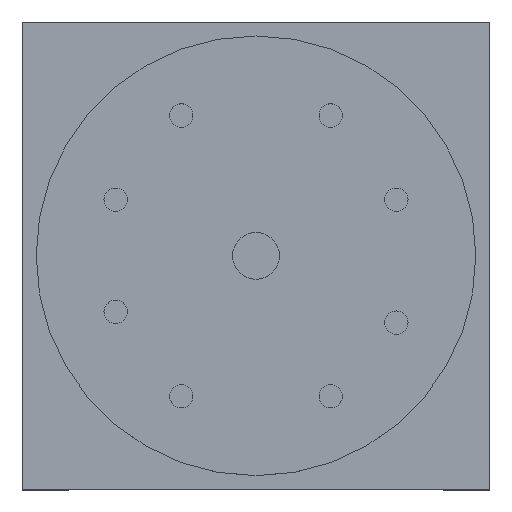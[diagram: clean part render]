
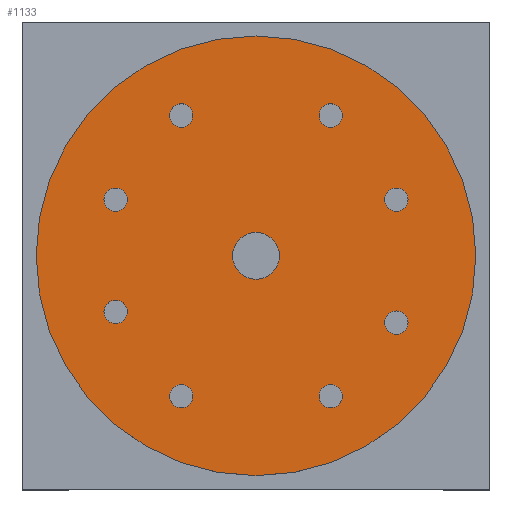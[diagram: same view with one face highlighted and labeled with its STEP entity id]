
A CAD part, top view. The second image highlights one B-rep face of the part: STEP entity #1133.
In plain terms, the highlighted planar face has unit normal (0, 0, 1).
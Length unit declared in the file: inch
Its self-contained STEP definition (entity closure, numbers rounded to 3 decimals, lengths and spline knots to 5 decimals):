
#692=CARTESIAN_POINT('',(0.,0.,1.5));
#693=DIRECTION('',(0.,0.,1.));
#694=DIRECTION('',(1.,0.,0.));
#695=AXIS2_PLACEMENT_3D('',#692,#693,#694);
#697=CARTESIAN_POINT('',(0.,0.,1.5));
#698=DIRECTION('',(0.,0.,1.));
#699=DIRECTION('',(-1.,0.,0.));
#700=AXIS2_PLACEMENT_3D('',#697,#698,#699);
#702=CARTESIAN_POINT('',(0.,0.,1.5));
#703=DIRECTION('',(0.,0.,1.));
#704=DIRECTION('',(1.,0.,0.));
#705=AXIS2_PLACEMENT_3D('',#702,#703,#704);
#707=CARTESIAN_POINT('',(0.,0.,1.5));
#708=DIRECTION('',(0.,0.,1.));
#709=DIRECTION('',(-1.,0.,0.));
#710=AXIS2_PLACEMENT_3D('',#707,#708,#709);
#712=CARTESIAN_POINT('',(-15.,6.,1.5));
#713=DIRECTION('',(0.,0.,1.));
#714=DIRECTION('',(1.,0.,0.));
#715=AXIS2_PLACEMENT_3D('',#712,#713,#714);
#717=CARTESIAN_POINT('',(-15.,6.,1.5));
#718=DIRECTION('',(0.,0.,1.));
#719=DIRECTION('',(-1.,0.,0.));
#720=AXIS2_PLACEMENT_3D('',#717,#718,#719);
#722=CARTESIAN_POINT('',(-8.,15.,1.5));
#723=DIRECTION('',(0.,0.,1.));
#724=DIRECTION('',(1.,0.,0.));
#725=AXIS2_PLACEMENT_3D('',#722,#723,#724);
#727=CARTESIAN_POINT('',(-8.,15.,1.5));
#728=DIRECTION('',(0.,0.,1.));
#729=DIRECTION('',(-1.,0.,0.));
#730=AXIS2_PLACEMENT_3D('',#727,#728,#729);
#732=CARTESIAN_POINT('',(8.,15.,1.5));
#733=DIRECTION('',(0.,0.,1.));
#734=DIRECTION('',(1.,0.,0.));
#735=AXIS2_PLACEMENT_3D('',#732,#733,#734);
#737=CARTESIAN_POINT('',(8.,15.,1.5));
#738=DIRECTION('',(0.,0.,1.));
#739=DIRECTION('',(-1.,0.,0.));
#740=AXIS2_PLACEMENT_3D('',#737,#738,#739);
#742=CARTESIAN_POINT('',(15.,6.,1.5));
#743=DIRECTION('',(0.,0.,1.));
#744=DIRECTION('',(1.,0.,0.));
#745=AXIS2_PLACEMENT_3D('',#742,#743,#744);
#747=CARTESIAN_POINT('',(15.,6.,1.5));
#748=DIRECTION('',(0.,0.,1.));
#749=DIRECTION('',(-1.,0.,0.));
#750=AXIS2_PLACEMENT_3D('',#747,#748,#749);
#752=CARTESIAN_POINT('',(15.,-7.14246,1.5));
#753=DIRECTION('',(0.,0.,1.));
#754=DIRECTION('',(1.,0.,0.));
#755=AXIS2_PLACEMENT_3D('',#752,#753,#754);
#757=CARTESIAN_POINT('',(15.,-7.14246,1.5));
#758=DIRECTION('',(0.,0.,1.));
#759=DIRECTION('',(-1.,0.,0.));
#760=AXIS2_PLACEMENT_3D('',#757,#758,#759);
#762=CARTESIAN_POINT('',(8.,-15.,1.5));
#763=DIRECTION('',(0.,0.,1.));
#764=DIRECTION('',(1.,0.,0.));
#765=AXIS2_PLACEMENT_3D('',#762,#763,#764);
#767=CARTESIAN_POINT('',(8.,-15.,1.5));
#768=DIRECTION('',(0.,0.,1.));
#769=DIRECTION('',(-1.,0.,0.));
#770=AXIS2_PLACEMENT_3D('',#767,#768,#769);
#772=CARTESIAN_POINT('',(-8.,-15.,1.5));
#773=DIRECTION('',(0.,0.,1.));
#774=DIRECTION('',(1.,0.,0.));
#775=AXIS2_PLACEMENT_3D('',#772,#773,#774);
#777=CARTESIAN_POINT('',(-8.,-15.,1.5));
#778=DIRECTION('',(0.,0.,1.));
#779=DIRECTION('',(-1.,0.,0.));
#780=AXIS2_PLACEMENT_3D('',#777,#778,#779);
#782=CARTESIAN_POINT('',(-15.,-6.,1.5));
#783=DIRECTION('',(0.,0.,1.));
#784=DIRECTION('',(1.,0.,0.));
#785=AXIS2_PLACEMENT_3D('',#782,#783,#784);
#787=CARTESIAN_POINT('',(-15.,-6.,1.5));
#788=DIRECTION('',(0.,0.,1.));
#789=DIRECTION('',(-1.,0.,0.));
#790=AXIS2_PLACEMENT_3D('',#787,#788,#789);
#948=CARTESIAN_POINT('',(23.5,0.,1.5));
#949=CARTESIAN_POINT('',(-23.5,0.,1.5));
#950=VERTEX_POINT('',#948);
#951=VERTEX_POINT('',#949);
#956=CARTESIAN_POINT('',(2.5,0.,1.5));
#957=CARTESIAN_POINT('',(-2.5,0.,1.5));
#958=VERTEX_POINT('',#956);
#959=VERTEX_POINT('',#957);
#992=CARTESIAN_POINT('',(-13.75,6.,1.5));
#993=CARTESIAN_POINT('',(-16.25,6.,1.5));
#994=VERTEX_POINT('',#992);
#995=VERTEX_POINT('',#993);
#996=CARTESIAN_POINT('',(-6.75,15.,1.5));
#997=CARTESIAN_POINT('',(-9.25,15.,1.5));
#998=VERTEX_POINT('',#996);
#999=VERTEX_POINT('',#997);
#1000=CARTESIAN_POINT('',(9.25,15.,1.5));
#1001=CARTESIAN_POINT('',(6.75,15.,1.5));
#1002=VERTEX_POINT('',#1000);
#1003=VERTEX_POINT('',#1001);
#1004=CARTESIAN_POINT('',(16.25,6.,1.5));
#1005=CARTESIAN_POINT('',(13.75,6.,1.5));
#1006=VERTEX_POINT('',#1004);
#1007=VERTEX_POINT('',#1005);
#1008=CARTESIAN_POINT('',(16.25,-7.14246,1.5));
#1009=CARTESIAN_POINT('',(13.75,-7.14246,1.5));
#1010=VERTEX_POINT('',#1008);
#1011=VERTEX_POINT('',#1009);
#1012=CARTESIAN_POINT('',(9.25,-15.,1.5));
#1013=CARTESIAN_POINT('',(6.75,-15.,1.5));
#1014=VERTEX_POINT('',#1012);
#1015=VERTEX_POINT('',#1013);
#1016=CARTESIAN_POINT('',(-6.75,-15.,1.5));
#1017=CARTESIAN_POINT('',(-9.25,-15.,1.5));
#1018=VERTEX_POINT('',#1016);
#1019=VERTEX_POINT('',#1017);
#1020=CARTESIAN_POINT('',(-13.75,-6.,1.5));
#1021=CARTESIAN_POINT('',(-16.25,-6.,1.5));
#1022=VERTEX_POINT('',#1020);
#1023=VERTEX_POINT('',#1021);
#1070=CARTESIAN_POINT('',(0.,0.,1.5));
#1071=DIRECTION('',(0.,0.,1.));
#1072=DIRECTION('',(1.,0.,0.));
#1073=AXIS2_PLACEMENT_3D('',#1070,#1071,#1072);
#1074=PLANE('',#1073);
#1075=ORIENTED_EDGE('',*,*,#1050,.F.);
#1076=ORIENTED_EDGE('',*,*,#1064,.F.);
#1077=EDGE_LOOP('',(#1075,#1076));
#1078=FACE_OUTER_BOUND('',#1077,.F.);
#1080=ORIENTED_EDGE('',*,*,#1079,.T.);
#1082=ORIENTED_EDGE('',*,*,#1081,.T.);
#1083=EDGE_LOOP('',(#1080,#1082));
#1084=FACE_BOUND('',#1083,.F.);
#1086=ORIENTED_EDGE('',*,*,#1085,.T.);
#1088=ORIENTED_EDGE('',*,*,#1087,.T.);
#1089=EDGE_LOOP('',(#1086,#1088));
#1090=FACE_BOUND('',#1089,.F.);
#1092=ORIENTED_EDGE('',*,*,#1091,.T.);
#1094=ORIENTED_EDGE('',*,*,#1093,.T.);
#1095=EDGE_LOOP('',(#1092,#1094));
#1096=FACE_BOUND('',#1095,.F.);
#1098=ORIENTED_EDGE('',*,*,#1097,.T.);
#1100=ORIENTED_EDGE('',*,*,#1099,.T.);
#1101=EDGE_LOOP('',(#1098,#1100));
#1102=FACE_BOUND('',#1101,.F.);
#1104=ORIENTED_EDGE('',*,*,#1103,.T.);
#1106=ORIENTED_EDGE('',*,*,#1105,.T.);
#1107=EDGE_LOOP('',(#1104,#1106));
#1108=FACE_BOUND('',#1107,.F.);
#1110=ORIENTED_EDGE('',*,*,#1109,.T.);
#1112=ORIENTED_EDGE('',*,*,#1111,.T.);
#1113=EDGE_LOOP('',(#1110,#1112));
#1114=FACE_BOUND('',#1113,.F.);
#1116=ORIENTED_EDGE('',*,*,#1115,.T.);
#1118=ORIENTED_EDGE('',*,*,#1117,.T.);
#1119=EDGE_LOOP('',(#1116,#1118));
#1120=FACE_BOUND('',#1119,.F.);
#1122=ORIENTED_EDGE('',*,*,#1121,.T.);
#1124=ORIENTED_EDGE('',*,*,#1123,.T.);
#1125=EDGE_LOOP('',(#1122,#1124));
#1126=FACE_BOUND('',#1125,.F.);
#1128=ORIENTED_EDGE('',*,*,#1127,.T.);
#1130=ORIENTED_EDGE('',*,*,#1129,.T.);
#1131=EDGE_LOOP('',(#1128,#1130));
#1132=FACE_BOUND('',#1131,.F.);
#1133=ADVANCED_FACE('',(#1078,#1084,#1090,#1096,#1102,#1108,#1114,#1120,#1126,
#1132),#1074,.T.);
#696=CIRCLE('',#695,23.5);
#701=CIRCLE('',#700,23.5);
#706=CIRCLE('',#705,2.5);
#711=CIRCLE('',#710,2.5);
#716=CIRCLE('',#715,1.25);
#721=CIRCLE('',#720,1.25);
#726=CIRCLE('',#725,1.25);
#731=CIRCLE('',#730,1.25);
#736=CIRCLE('',#735,1.25);
#741=CIRCLE('',#740,1.25);
#746=CIRCLE('',#745,1.25);
#751=CIRCLE('',#750,1.25);
#756=CIRCLE('',#755,1.25);
#761=CIRCLE('',#760,1.25);
#766=CIRCLE('',#765,1.25);
#771=CIRCLE('',#770,1.25);
#776=CIRCLE('',#775,1.25);
#781=CIRCLE('',#780,1.25);
#786=CIRCLE('',#785,1.25);
#791=CIRCLE('',#790,1.25);
#1050=EDGE_CURVE('',#950,#951,#696,.T.);
#1064=EDGE_CURVE('',#951,#950,#701,.T.);
#1079=EDGE_CURVE('',#958,#959,#706,.T.);
#1081=EDGE_CURVE('',#959,#958,#711,.T.);
#1085=EDGE_CURVE('',#994,#995,#716,.T.);
#1087=EDGE_CURVE('',#995,#994,#721,.T.);
#1091=EDGE_CURVE('',#998,#999,#726,.T.);
#1093=EDGE_CURVE('',#999,#998,#731,.T.);
#1097=EDGE_CURVE('',#1002,#1003,#736,.T.);
#1099=EDGE_CURVE('',#1003,#1002,#741,.T.);
#1103=EDGE_CURVE('',#1006,#1007,#746,.T.);
#1105=EDGE_CURVE('',#1007,#1006,#751,.T.);
#1109=EDGE_CURVE('',#1010,#1011,#756,.T.);
#1111=EDGE_CURVE('',#1011,#1010,#761,.T.);
#1115=EDGE_CURVE('',#1014,#1015,#766,.T.);
#1117=EDGE_CURVE('',#1015,#1014,#771,.T.);
#1121=EDGE_CURVE('',#1018,#1019,#776,.T.);
#1123=EDGE_CURVE('',#1019,#1018,#781,.T.);
#1127=EDGE_CURVE('',#1022,#1023,#786,.T.);
#1129=EDGE_CURVE('',#1023,#1022,#791,.T.);
